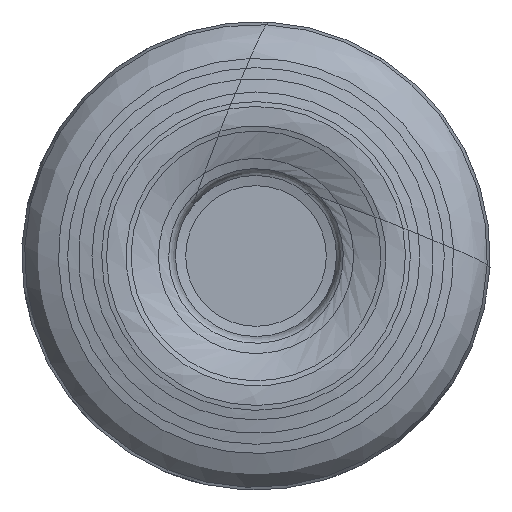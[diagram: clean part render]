
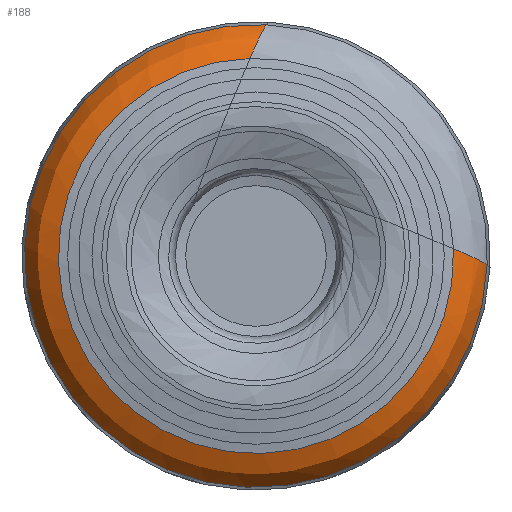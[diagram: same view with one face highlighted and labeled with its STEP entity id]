
A CAD part, left-side view. The second image highlights one B-rep face of the part: STEP entity #188.
In plain terms, the highlighted free-form (B-spline) face has degree [3, 3] with [10, 7] control points.
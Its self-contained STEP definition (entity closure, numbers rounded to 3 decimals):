
#51=(
BOUNDED_SURFACE()
B_SPLINE_SURFACE(3,3,((#1144,#1145,#1146,#1147,#1148,#1149,#1150),(#1151,
#1152,#1153,#1154,#1155,#1156,#1157),(#1158,#1159,#1160,#1161,#1162,#1163,
#1164),(#1165,#1166,#1167,#1168,#1169,#1170,#1171),(#1172,#1173,#1174,#1175,
#1176,#1177,#1178),(#1179,#1180,#1181,#1182,#1183,#1184,#1185),(#1186,#1187,
#1188,#1189,#1190,#1191,#1192),(#1193,#1194,#1195,#1196,#1197,#1198,#1199),
(#1200,#1201,#1202,#1203,#1204,#1205,#1206),(#1207,#1208,#1209,#1210,#1211,
#1212,#1213)),.UNSPECIFIED.,.F.,.F.,.F.)
B_SPLINE_SURFACE_WITH_KNOTS((4,2,2,2,4),(4,3,4),(0.,0.25,0.5,
0.75,1.),(0.,0.5,1.),.UNSPECIFIED.)
GEOMETRIC_REPRESENTATION_ITEM()
RATIONAL_B_SPLINE_SURFACE(((1.,0.587,0.587,1.,0.587,
0.587,1.),(1.,0.587,0.587,1.,0.587,
0.587,1.),(1.,0.587,0.587,1.,0.587,
0.587,1.),(1.,0.587,0.587,1.,0.587,
0.587,1.),(1.,0.587,0.587,1.,0.587,
0.587,1.),(1.,0.587,0.587,1.,0.587,
0.587,1.),(1.,0.587,0.587,1.,0.587,
0.587,1.),(1.,0.587,0.587,1.,0.587,
0.587,1.),(1.,0.587,0.587,1.,0.587,
0.587,1.),(1.,0.587,0.587,1.,0.587,
0.587,1.)))
REPRESENTATION_ITEM('')
SURFACE()
);
#94=B_SPLINE_CURVE_WITH_KNOTS('',3,(#1124,#1125,#1126,#1127,#1128,#1129,
#1130,#1131,#1132,#1133),.UNSPECIFIED.,.F.,.F.,(4,2,2,2,4),(0.,0.25,
0.5,0.75,1.),.UNSPECIFIED.);
#95=B_SPLINE_CURVE_WITH_KNOTS('',3,(#1134,#1135,#1136,#1137,#1138,#1139,
#1140,#1141,#1142,#1143),.UNSPECIFIED.,.F.,.F.,(4,2,2,2,4),(0.,0.25,
0.5,0.75,1.),.UNSPECIFIED.);
#188=ADVANCED_FACE('',(#235),#51,.F.);
#235=FACE_OUTER_BOUND('',#299,.T.);
#299=EDGE_LOOP('',(#372,#373,#374,#375));
#372=ORIENTED_EDGE('',*,*,#601,.F.);
#373=ORIENTED_EDGE('',*,*,#602,.T.);
#374=ORIENTED_EDGE('',*,*,#598,.T.);
#375=ORIENTED_EDGE('',*,*,#603,.T.);
#543=VERTEX_POINT('',#1083);
#544=VERTEX_POINT('',#1084);
#545=VERTEX_POINT('',#1122);
#546=VERTEX_POINT('',#1123);
#598=EDGE_CURVE('',#543,#544,#691,.T.);
#601=EDGE_CURVE('',#545,#546,#692,.T.);
#602=EDGE_CURVE('',#545,#543,#94,.T.);
#603=EDGE_CURVE('',#544,#546,#95,.T.);
#691=CIRCLE('',#757,4.217);
#692=CIRCLE('',#758,4.938);
#757=AXIS2_PLACEMENT_3D('',#1082,#851,#852);
#758=AXIS2_PLACEMENT_3D('',#1121,#853,#854);
#851=DIRECTION('',(1.,0.,0.));
#852=DIRECTION('',(0.,-0.999,0.036));
#853=DIRECTION('',(1.,0.,0.));
#854=DIRECTION('',(0.,-0.999,-0.038));
#1082=CARTESIAN_POINT('',(0.215,0.,0.));
#1083=CARTESIAN_POINT('',(0.215,-4.214,0.154));
#1084=CARTESIAN_POINT('',(0.215,0.127,4.215));
#1121=CARTESIAN_POINT('',(0.843,0.,0.));
#1122=CARTESIAN_POINT('',(0.843,-4.935,-0.189));
#1123=CARTESIAN_POINT('',(0.843,-0.221,4.933));
#1124=CARTESIAN_POINT('',(0.843,-4.935,-0.189));
#1125=CARTESIAN_POINT('',(0.762,-4.905,-0.17));
#1126=CARTESIAN_POINT('',(0.687,-4.867,-0.147));
#1127=CARTESIAN_POINT('',(0.548,-4.772,-0.097));
#1128=CARTESIAN_POINT('',(0.484,-4.715,-0.069));
#1129=CARTESIAN_POINT('',(0.376,-4.59,-0.009));
#1130=CARTESIAN_POINT('',(0.329,-4.521,0.022));
#1131=CARTESIAN_POINT('',(0.256,-4.373,0.087));
#1132=CARTESIAN_POINT('',(0.23,-4.296,0.12));
#1133=CARTESIAN_POINT('',(0.215,-4.214,0.154));
#1134=CARTESIAN_POINT('',(0.215,0.127,4.215));
#1135=CARTESIAN_POINT('',(0.23,0.093,4.296));
#1136=CARTESIAN_POINT('',(0.256,0.059,4.374));
#1137=CARTESIAN_POINT('',(0.329,-0.007,4.521));
#1138=CARTESIAN_POINT('',(0.376,-0.039,4.59));
#1139=CARTESIAN_POINT('',(0.484,-0.099,4.714));
#1140=CARTESIAN_POINT('',(0.548,-0.128,4.771));
#1141=CARTESIAN_POINT('',(0.687,-0.179,4.866));
#1142=CARTESIAN_POINT('',(0.762,-0.201,4.904));
#1143=CARTESIAN_POINT('',(0.843,-0.221,4.933));
#1144=CARTESIAN_POINT('',(0.215,-4.214,0.154));
#1145=CARTESIAN_POINT('',(0.215,-4.376,-4.268));
#1146=CARTESIAN_POINT('',(0.215,-0.35,-6.102));
#1147=CARTESIAN_POINT('',(0.215,2.881,-3.08));
#1148=CARTESIAN_POINT('',(0.215,6.112,-0.057));
#1149=CARTESIAN_POINT('',(0.215,4.549,4.082));
#1150=CARTESIAN_POINT('',(0.215,0.127,4.215));
#1151=CARTESIAN_POINT('',(0.23,-4.296,0.12));
#1152=CARTESIAN_POINT('',(0.23,-4.422,-4.386));
#1153=CARTESIAN_POINT('',(0.23,-0.304,-6.221));
#1154=CARTESIAN_POINT('',(0.23,2.962,-3.113));
#1155=CARTESIAN_POINT('',(0.23,6.228,-0.005));
#1156=CARTESIAN_POINT('',(0.23,4.6,4.199));
#1157=CARTESIAN_POINT('',(0.23,0.093,4.296));
#1158=CARTESIAN_POINT('',(0.256,-4.373,0.087));
#1159=CARTESIAN_POINT('',(0.256,-4.465,-4.501));
#1160=CARTESIAN_POINT('',(0.256,-0.258,-6.335));
#1161=CARTESIAN_POINT('',(0.256,3.041,-3.144));
#1162=CARTESIAN_POINT('',(0.256,6.34,0.046));
#1163=CARTESIAN_POINT('',(0.256,4.648,4.312));
#1164=CARTESIAN_POINT('',(0.256,0.059,4.374));
#1165=CARTESIAN_POINT('',(0.329,-4.521,0.022));
#1166=CARTESIAN_POINT('',(0.329,-4.544,-4.72));
#1167=CARTESIAN_POINT('',(0.329,-0.168,-6.55));
#1168=CARTESIAN_POINT('',(0.329,3.191,-3.202));
#1169=CARTESIAN_POINT('',(0.329,6.551,0.146));
#1170=CARTESIAN_POINT('',(0.329,4.736,4.528));
#1171=CARTESIAN_POINT('',(0.329,-0.007,4.521));
#1172=CARTESIAN_POINT('',(0.376,-4.59,-0.009));
#1173=CARTESIAN_POINT('',(0.376,-4.581,-4.825));
#1174=CARTESIAN_POINT('',(0.376,-0.124,-6.652));
#1175=CARTESIAN_POINT('',(0.376,3.263,-3.229));
#1176=CARTESIAN_POINT('',(0.376,6.65,0.195));
#1177=CARTESIAN_POINT('',(0.376,4.777,4.631));
#1178=CARTESIAN_POINT('',(0.376,-0.039,4.59));
#1179=CARTESIAN_POINT('',(0.484,-4.715,-0.069));
#1180=CARTESIAN_POINT('',(0.484,-4.643,-5.015));
#1181=CARTESIAN_POINT('',(0.484,-0.042,-6.834));
#1182=CARTESIAN_POINT('',(0.484,3.393,-3.275));
#1183=CARTESIAN_POINT('',(0.484,6.829,0.285));
#1184=CARTESIAN_POINT('',(0.484,4.847,4.818));
#1185=CARTESIAN_POINT('',(0.484,-0.099,4.714));
#1186=CARTESIAN_POINT('',(0.548,-4.772,-0.097));
#1187=CARTESIAN_POINT('',(0.548,-4.67,-5.103));
#1188=CARTESIAN_POINT('',(0.548,-0.003,-6.917));
#1189=CARTESIAN_POINT('',(0.548,3.453,-3.294));
#1190=CARTESIAN_POINT('',(0.548,6.909,0.329));
#1191=CARTESIAN_POINT('',(0.548,4.878,4.905));
#1192=CARTESIAN_POINT('',(0.548,-0.128,4.771));
#1193=CARTESIAN_POINT('',(0.687,-4.867,-0.147));
#1194=CARTESIAN_POINT('',(0.687,-4.712,-5.253));
#1195=CARTESIAN_POINT('',(0.687,0.067,-7.056));
#1196=CARTESIAN_POINT('',(0.687,3.556,-3.325));
#1197=CARTESIAN_POINT('',(0.687,7.045,0.405));
#1198=CARTESIAN_POINT('',(0.687,4.926,5.053));
#1199=CARTESIAN_POINT('',(0.687,-0.179,4.866));
#1200=CARTESIAN_POINT('',(0.762,-4.905,-0.17));
#1201=CARTESIAN_POINT('',(0.762,-4.727,-5.316));
#1202=CARTESIAN_POINT('',(0.762,0.099,-7.113));
#1203=CARTESIAN_POINT('',(0.762,3.6,-3.337));
#1204=CARTESIAN_POINT('',(0.762,7.1,0.439));
#1205=CARTESIAN_POINT('',(0.762,4.944,5.115));
#1206=CARTESIAN_POINT('',(0.762,-0.201,4.904));
#1207=CARTESIAN_POINT('',(0.843,-4.935,-0.189));
#1208=CARTESIAN_POINT('',(0.843,-4.736,-5.366));
#1209=CARTESIAN_POINT('',(0.843,0.125,-7.156));
#1210=CARTESIAN_POINT('',(0.843,3.634,-3.344));
#1211=CARTESIAN_POINT('',(0.843,7.142,0.468));
#1212=CARTESIAN_POINT('',(0.843,4.955,5.165));
#1213=CARTESIAN_POINT('',(0.843,-0.221,4.933));
